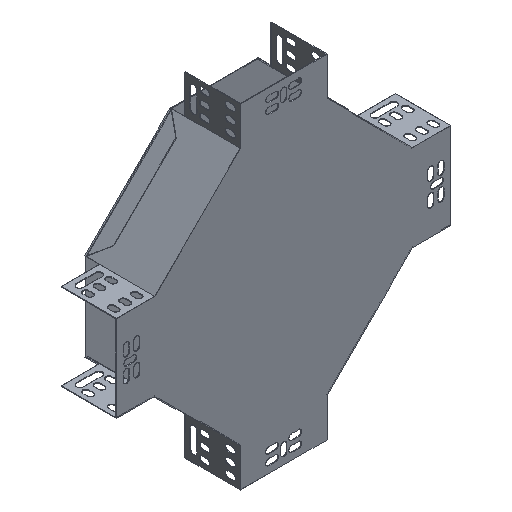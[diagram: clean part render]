
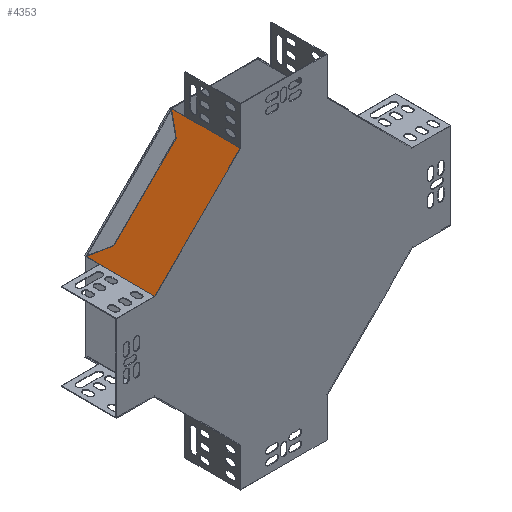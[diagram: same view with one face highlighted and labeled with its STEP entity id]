
A CAD part, isometric view. The second image highlights one B-rep face of the part: STEP entity #4353.
In plain terms, the highlighted planar face has unit normal (-0.707, 0, 0.707).
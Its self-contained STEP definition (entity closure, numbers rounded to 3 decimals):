
#480 = DIRECTION ( 'NONE',  ( -0.707, 0., -0.707 ) ) ;
#1374 = CARTESIAN_POINT ( 'NONE',  ( -42.336, 109.164, 155.05 ) ) ;
#2192 = EDGE_LOOP ( 'NONE', ( #9407, #9475, #9520, #9542, #9572, #9638 ) ) ;
#2349 = FACE_OUTER_BOUND ( 'NONE', #2192, .T. ) ;
#2495 = VERTEX_POINT ( 'NONE', #12250 ) ;
#2811 = VERTEX_POINT ( 'NONE', #9732 ) ;
#3536 = CARTESIAN_POINT ( 'NONE',  ( -142.336, 189.164, 55.05 ) ) ;
#3538 = VERTEX_POINT ( 'NONE', #12368 ) ;
#4325 = CARTESIAN_POINT ( 'NONE',  ( -142.336, 109.964, 55.05 ) ) ;
#4343 = VERTEX_POINT ( 'NONE', #12676 ) ;
#4353 = ADVANCED_FACE ( 'NONE', ( #2349 ), #8663, .F. ) ;
#4545 = DIRECTION ( 'NONE',  ( 0.707, 0., -0.707 ) ) ;
#4928 = DIRECTION ( 'NONE',  ( 0., -1., 0. ) ) ;
#5514 = EDGE_CURVE ( 'NONE', #8024, #2811, #12152, .T. ) ;
#6301 = AXIS2_PLACEMENT_3D ( 'NONE', #10706, #4545, #11726 ) ;
#6341 = VECTOR ( 'NONE', #6861, 1000. ) ;
#6449 = LINE ( 'NONE', #6901, #6341 ) ;
#6521 = VECTOR ( 'NONE', #4928, 1000. ) ;
#6571 = LINE ( 'NONE', #12138, #6521 ) ;
#6802 = VECTOR ( 'NONE', #8721, 1000. ) ;
#6829 = LINE ( 'NONE', #3536, #6802 ) ;
#6861 = DIRECTION ( 'NONE',  ( 0., 1., 0. ) ) ;
#6901 = CARTESIAN_POINT ( 'NONE',  ( -42.336, 109.964, 155.05 ) ) ;
#7113 = VECTOR ( 'NONE', #9485, 1000. ) ;
#7157 = LINE ( 'NONE', #4325, #7113 ) ;
#7532 = VECTOR ( 'NONE', #10250, 1000. ) ;
#7558 = LINE ( 'NONE', #9232, #7532 ) ;
#7668 = EDGE_CURVE ( 'NONE', #12073, #3538, #7558, .T. ) ;
#7863 = EDGE_CURVE ( 'NONE', #4343, #2495, #7157, .T. ) ;
#8024 = VERTEX_POINT ( 'NONE', #1374 ) ;
#8032 = EDGE_CURVE ( 'NONE', #3538, #4343, #6829, .T. ) ;
#8174 = EDGE_CURVE ( 'NONE', #2495, #2811, #6571, .T. ) ;
#8247 = EDGE_CURVE ( 'NONE', #8024, #12073, #6449, .T. ) ;
#8663 = PLANE ( 'NONE',  #6301 ) ;
#8721 = DIRECTION ( 'NONE',  ( -0.707, 0., -0.707 ) ) ;
#9232 = CARTESIAN_POINT ( 'NONE',  ( -42.336, 109.964, 155.05 ) ) ;
#9407 = ORIENTED_EDGE ( 'NONE', *, *, #7863, .T. ) ;
#9475 = ORIENTED_EDGE ( 'NONE', *, *, #8174, .T. ) ;
#9485 = DIRECTION ( 'NONE',  ( 0., -1., 0. ) ) ;
#9520 = ORIENTED_EDGE ( 'NONE', *, *, #5514, .F. ) ;
#9542 = ORIENTED_EDGE ( 'NONE', *, *, #8247, .T. ) ;
#9572 = ORIENTED_EDGE ( 'NONE', *, *, #7668, .T. ) ;
#9638 = ORIENTED_EDGE ( 'NONE', *, *, #8032, .T. ) ;
#9732 = CARTESIAN_POINT ( 'NONE',  ( -142.336, 109.164, 55.05 ) ) ;
#10250 = DIRECTION ( 'NONE',  ( 0., 1., 0. ) ) ;
#10706 = CARTESIAN_POINT ( 'NONE',  ( -142.336, 109.964, 55.05 ) ) ;
#10901 = CARTESIAN_POINT ( 'NONE',  ( -41.536, 109.164, 155.85 ) ) ;
#11003 = CARTESIAN_POINT ( 'NONE',  ( -42.336, 174.164, 155.05 ) ) ;
#11726 = DIRECTION ( 'NONE',  ( -0.707, 0., -0.707 ) ) ;
#12050 = VECTOR ( 'NONE', #480, 1000. ) ;
#12073 = VERTEX_POINT ( 'NONE', #11003 ) ;
#12138 = CARTESIAN_POINT ( 'NONE',  ( -142.336, 174.164, 55.05 ) ) ;
#12152 = LINE ( 'NONE', #10901, #12050 ) ;
#12250 = CARTESIAN_POINT ( 'NONE',  ( -142.336, 174.164, 55.05 ) ) ;
#12368 = CARTESIAN_POINT ( 'NONE',  ( -42.336, 189.164, 155.05 ) ) ;
#12676 = CARTESIAN_POINT ( 'NONE',  ( -142.336, 189.164, 55.05 ) ) ;
